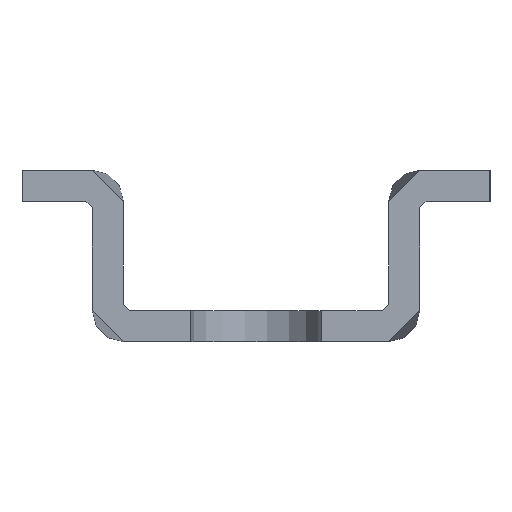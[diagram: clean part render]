
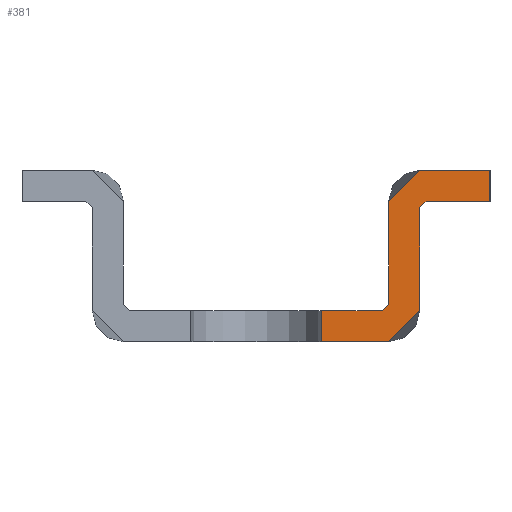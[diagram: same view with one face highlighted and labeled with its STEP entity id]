
A CAD part, left-side view. The second image highlights one B-rep face of the part: STEP entity #381.
In plain terms, the highlighted planar face has unit normal (-1, 0, 0).
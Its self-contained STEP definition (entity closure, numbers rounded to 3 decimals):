
#273=AXIS2_PLACEMENT_3D('Plane Axis2P3D',#270,#271,#272) ;
#270=CARTESIAN_POINT('Axis2P3D Location',(0.,2.25,0.)) ;
#275=CARTESIAN_POINT('Line Origine',(0.,7.5,0.)) ;
#279=CARTESIAN_POINT('Vertex',(0.,3.25,0.)) ;
#281=CARTESIAN_POINT('Vertex',(0.,5.4,0.)) ;
#285=CARTESIAN_POINT('Control Point',(0.,2.25,1.)) ;
#286=CARTESIAN_POINT('Control Point',(0.,2.25,0.607)) ;
#287=CARTESIAN_POINT('Control Point',(0.,2.46,0.21)) ;
#288=CARTESIAN_POINT('Control Point',(0.,2.857,0.)) ;
#289=CARTESIAN_POINT('Control Point',(0.,3.25,0.)) ;
#290=CARTESIAN_POINT('Vertex',(0.,2.25,1.)) ;
#293=CARTESIAN_POINT('Line Origine',(0.,2.25,2.75)) ;
#297=CARTESIAN_POINT('Vertex',(0.,2.25,4.3)) ;
#301=CARTESIAN_POINT('Control Point',(0.,2.25,4.3)) ;
#302=CARTESIAN_POINT('Control Point',(0.,2.25,4.379)) ;
#303=CARTESIAN_POINT('Control Point',(0.,2.208,4.458)) ;
#304=CARTESIAN_POINT('Control Point',(0.,2.129,4.5)) ;
#305=CARTESIAN_POINT('Control Point',(0.,2.05,4.5)) ;
#306=CARTESIAN_POINT('Vertex',(0.,2.05,4.5)) ;
#309=CARTESIAN_POINT('Line Origine',(0.,7.5,4.5)) ;
#313=CARTESIAN_POINT('Vertex',(0.,0.,4.5)) ;
#316=CARTESIAN_POINT('Line Origine',(0.,0.,2.75)) ;
#320=CARTESIAN_POINT('Vertex',(0.,0.,5.5)) ;
#323=CARTESIAN_POINT('Line Origine',(0.,7.5,5.5)) ;
#327=CARTESIAN_POINT('Vertex',(0.,2.25,5.5)) ;
#331=CARTESIAN_POINT('Control Point',(0.,3.25,4.5)) ;
#332=CARTESIAN_POINT('Control Point',(0.,3.25,4.893)) ;
#333=CARTESIAN_POINT('Control Point',(0.,3.04,5.29)) ;
#334=CARTESIAN_POINT('Control Point',(0.,2.643,5.5)) ;
#335=CARTESIAN_POINT('Control Point',(0.,2.25,5.5)) ;
#336=CARTESIAN_POINT('Vertex',(0.,3.25,4.5)) ;
#339=CARTESIAN_POINT('Line Origine',(0.,3.25,2.75)) ;
#343=CARTESIAN_POINT('Vertex',(0.,3.25,1.2)) ;
#347=CARTESIAN_POINT('Control Point',(0.,3.25,1.2)) ;
#348=CARTESIAN_POINT('Control Point',(0.,3.25,1.121)) ;
#349=CARTESIAN_POINT('Control Point',(0.,3.292,1.042)) ;
#350=CARTESIAN_POINT('Control Point',(0.,3.371,1.)) ;
#351=CARTESIAN_POINT('Control Point',(0.,3.45,1.)) ;
#352=CARTESIAN_POINT('Vertex',(0.,3.45,1.)) ;
#355=CARTESIAN_POINT('Line Origine',(0.,7.5,1.)) ;
#359=CARTESIAN_POINT('Vertex',(0.,5.4,1.)) ;
#362=CARTESIAN_POINT('Line Origine',(0.,5.4,2.75)) ;
#271=DIRECTION('Axis2P3D Direction',(1.,0.,0.)) ;
#272=DIRECTION('Axis2P3D XDirection',(0.,1.,0.)) ;
#276=DIRECTION('Vector Direction',(0.,1.,0.)) ;
#294=DIRECTION('Vector Direction',(0.,0.,1.)) ;
#310=DIRECTION('Vector Direction',(0.,1.,0.)) ;
#317=DIRECTION('Vector Direction',(0.,0.,1.)) ;
#324=DIRECTION('Vector Direction',(0.,1.,0.)) ;
#340=DIRECTION('Vector Direction',(0.,0.,1.)) ;
#356=DIRECTION('Vector Direction',(0.,1.,0.)) ;
#363=DIRECTION('Vector Direction',(0.,0.,1.)) ;
#277=VECTOR('Line Direction',#276,1.) ;
#295=VECTOR('Line Direction',#294,1.) ;
#311=VECTOR('Line Direction',#310,1.) ;
#318=VECTOR('Line Direction',#317,1.) ;
#325=VECTOR('Line Direction',#324,1.) ;
#341=VECTOR('Line Direction',#340,1.) ;
#357=VECTOR('Line Direction',#356,1.) ;
#364=VECTOR('Line Direction',#363,1.) ;
#368=ORIENTED_EDGE('',*,*,#283,.F.) ;
#369=ORIENTED_EDGE('',*,*,#292,.F.) ;
#370=ORIENTED_EDGE('',*,*,#299,.F.) ;
#371=ORIENTED_EDGE('',*,*,#308,.T.) ;
#372=ORIENTED_EDGE('',*,*,#315,.T.) ;
#373=ORIENTED_EDGE('',*,*,#322,.F.) ;
#374=ORIENTED_EDGE('',*,*,#329,.T.) ;
#375=ORIENTED_EDGE('',*,*,#338,.F.) ;
#376=ORIENTED_EDGE('',*,*,#345,.F.) ;
#377=ORIENTED_EDGE('',*,*,#354,.T.) ;
#378=ORIENTED_EDGE('',*,*,#361,.T.) ;
#379=ORIENTED_EDGE('',*,*,#366,.F.) ;
#381=ADVANCED_FACE('K\X2\00F6\X0\rper.3',(#380),#274,.F.) ;
#284=B_SPLINE_CURVE_WITH_KNOTS('',4,(#285,#286,#287,#288,#289),.UNSPECIFIED.,.F.,.U.,(5,5),(3.142,4.712),.UNSPECIFIED.) ;
#300=B_SPLINE_CURVE_WITH_KNOTS('',4,(#301,#302,#303,#304,#305),.UNSPECIFIED.,.F.,.U.,(5,5),(0.,0.314),.UNSPECIFIED.) ;
#330=B_SPLINE_CURVE_WITH_KNOTS('',4,(#331,#332,#333,#334,#335),.UNSPECIFIED.,.F.,.U.,(5,5),(0.,1.571),.UNSPECIFIED.) ;
#346=B_SPLINE_CURVE_WITH_KNOTS('',4,(#347,#348,#349,#350,#351),.UNSPECIFIED.,.F.,.U.,(5,5),(0.628,0.942),.UNSPECIFIED.) ;
#283=EDGE_CURVE('',#280,#282,#278,.T.) ;
#292=EDGE_CURVE('',#291,#280,#284,.T.) ;
#299=EDGE_CURVE('',#298,#291,#296,.F.) ;
#308=EDGE_CURVE('',#298,#307,#300,.T.) ;
#315=EDGE_CURVE('',#307,#314,#312,.F.) ;
#322=EDGE_CURVE('',#321,#314,#319,.F.) ;
#329=EDGE_CURVE('',#321,#328,#326,.T.) ;
#338=EDGE_CURVE('',#337,#328,#330,.T.) ;
#345=EDGE_CURVE('',#344,#337,#342,.T.) ;
#354=EDGE_CURVE('',#344,#353,#346,.T.) ;
#361=EDGE_CURVE('',#353,#360,#358,.T.) ;
#366=EDGE_CURVE('',#282,#360,#365,.T.) ;
#367=EDGE_LOOP('',(#368,#369,#370,#371,#372,#373,#374,#375,#376,#377,#378,#379)) ;
#380=FACE_OUTER_BOUND('',#367,.T.) ;
#278=LINE('Line',#275,#277) ;
#296=LINE('Line',#293,#295) ;
#312=LINE('Line',#309,#311) ;
#319=LINE('Line',#316,#318) ;
#326=LINE('Line',#323,#325) ;
#342=LINE('Line',#339,#341) ;
#358=LINE('Line',#355,#357) ;
#365=LINE('Line',#362,#364) ;
#274=PLANE('',#273) ;
#280=VERTEX_POINT('',#279) ;
#282=VERTEX_POINT('',#281) ;
#291=VERTEX_POINT('',#290) ;
#298=VERTEX_POINT('',#297) ;
#307=VERTEX_POINT('',#306) ;
#314=VERTEX_POINT('',#313) ;
#321=VERTEX_POINT('',#320) ;
#328=VERTEX_POINT('',#327) ;
#337=VERTEX_POINT('',#336) ;
#344=VERTEX_POINT('',#343) ;
#353=VERTEX_POINT('',#352) ;
#360=VERTEX_POINT('',#359) ;
